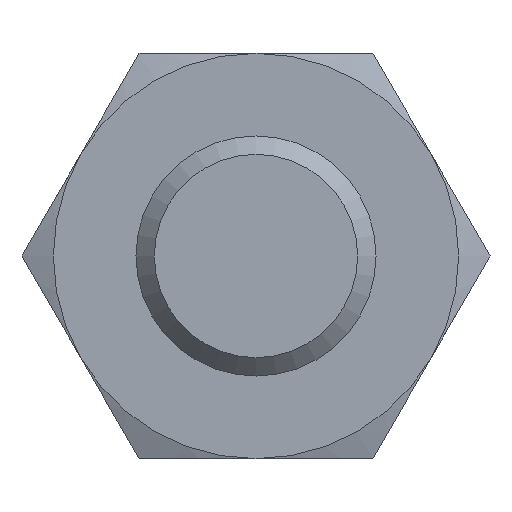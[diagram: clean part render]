
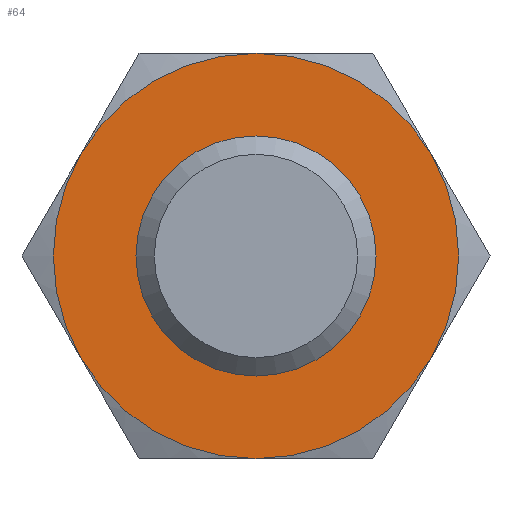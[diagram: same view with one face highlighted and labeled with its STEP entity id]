
A CAD part, front view. The second image highlights one B-rep face of the part: STEP entity #64.
In plain terms, the highlighted planar face has unit normal (0, -1, 0).
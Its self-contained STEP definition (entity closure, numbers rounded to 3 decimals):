
#64 = ADVANCED_FACE( '', ( #143, #144 ), #145, .F. );
#143 = FACE_BOUND( '', #234, .T. );
#144 = FACE_OUTER_BOUND( '', #235, .T. );
#145 = PLANE( '', #236 );
#234 = EDGE_LOOP( '', ( #349 ) );
#235 = EDGE_LOOP( '', ( #350, #351, #352, #353, #354, #355 ) );
#236 = AXIS2_PLACEMENT_3D( '', #356, #357, #358 );
#349 = ORIENTED_EDGE( '', *, *, #526, .F. );
#350 = ORIENTED_EDGE( '', *, *, #522, .T. );
#351 = ORIENTED_EDGE( '', *, *, #527, .T. );
#352 = ORIENTED_EDGE( '', *, *, #528, .T. );
#353 = ORIENTED_EDGE( '', *, *, #529, .T. );
#354 = ORIENTED_EDGE( '', *, *, #511, .T. );
#355 = ORIENTED_EDGE( '', *, *, #530, .T. );
#356 = CARTESIAN_POINT( '', ( 13.5, 0., 0. ) );
#357 = DIRECTION( '', ( 0., 1., 0. ) );
#358 = DIRECTION( '', ( 0., 0., 1. ) );
#511 = EDGE_CURVE( '', #593, #596, #598, .T. );
#522 = EDGE_CURVE( '', #615, #616, #617, .T. );
#526 = EDGE_CURVE( '', #622, #622, #623, .T. );
#527 = EDGE_CURVE( '', #616, #603, #624, .T. );
#528 = EDGE_CURVE( '', #603, #625, #626, .T. );
#529 = EDGE_CURVE( '', #625, #593, #627, .T. );
#530 = EDGE_CURVE( '', #596, #615, #628, .T. );
#593 = VERTEX_POINT( '', #707 );
#596 = VERTEX_POINT( '', #715 );
#598 = CIRCLE( '', #722, 13.5 );
#603 = VERTEX_POINT( '', #728 );
#615 = VERTEX_POINT( '', #761 );
#616 = VERTEX_POINT( '', #762 );
#617 = CIRCLE( '', #763, 13.5 );
#622 = VERTEX_POINT( '', #778 );
#623 = CIRCLE( '', #779, 6.5 );
#624 = CIRCLE( '', #780, 13.5 );
#625 = VERTEX_POINT( '', #781 );
#626 = CIRCLE( '', #782, 13.5 );
#627 = CIRCLE( '', #783, 13.5 );
#628 = CIRCLE( '', #784, 13.5 );
#707 = CARTESIAN_POINT( '', ( -11.691, 0., 6.75 ) );
#715 = CARTESIAN_POINT( '', ( -11.691, 0., -6.75 ) );
#722 = AXIS2_PLACEMENT_3D( '', #929, #930, #931 );
#728 = CARTESIAN_POINT( '', ( 11.691, 0., 6.75 ) );
#761 = CARTESIAN_POINT( '', ( 0., 0., -13.5 ) );
#762 = CARTESIAN_POINT( '', ( 11.691, 0., -6.75 ) );
#763 = AXIS2_PLACEMENT_3D( '', #937, #938, #939 );
#778 = CARTESIAN_POINT( '', ( 0., 0., -6.5 ) );
#779 = AXIS2_PLACEMENT_3D( '', #940, #941, #942 );
#780 = AXIS2_PLACEMENT_3D( '', #943, #944, #945 );
#781 = CARTESIAN_POINT( '', ( 0., 0., 13.5 ) );
#782 = AXIS2_PLACEMENT_3D( '', #946, #947, #948 );
#783 = AXIS2_PLACEMENT_3D( '', #949, #950, #951 );
#784 = AXIS2_PLACEMENT_3D( '', #952, #953, #954 );
#929 = CARTESIAN_POINT( '', ( 0., 0., 0. ) );
#930 = DIRECTION( '', ( 0., -1., 0. ) );
#931 = DIRECTION( '', ( 0., 0., -1. ) );
#937 = CARTESIAN_POINT( '', ( 0., 0., 0. ) );
#938 = DIRECTION( '', ( 0., -1., 0. ) );
#939 = DIRECTION( '', ( 0., 0., -1. ) );
#940 = CARTESIAN_POINT( '', ( 0., 0., 0. ) );
#941 = DIRECTION( '', ( 0., -1., 0. ) );
#942 = DIRECTION( '', ( 0., 0., -1. ) );
#943 = CARTESIAN_POINT( '', ( 0., 0., 0. ) );
#944 = DIRECTION( '', ( 0., -1., 0. ) );
#945 = DIRECTION( '', ( 0., 0., -1. ) );
#946 = CARTESIAN_POINT( '', ( 0., 0., 0. ) );
#947 = DIRECTION( '', ( 0., -1., 0. ) );
#948 = DIRECTION( '', ( 0., 0., -1. ) );
#949 = CARTESIAN_POINT( '', ( 0., 0., 0. ) );
#950 = DIRECTION( '', ( 0., -1., 0. ) );
#951 = DIRECTION( '', ( 0., 0., -1. ) );
#952 = CARTESIAN_POINT( '', ( 0., 0., 0. ) );
#953 = DIRECTION( '', ( 0., -1., 0. ) );
#954 = DIRECTION( '', ( 0., 0., -1. ) );
